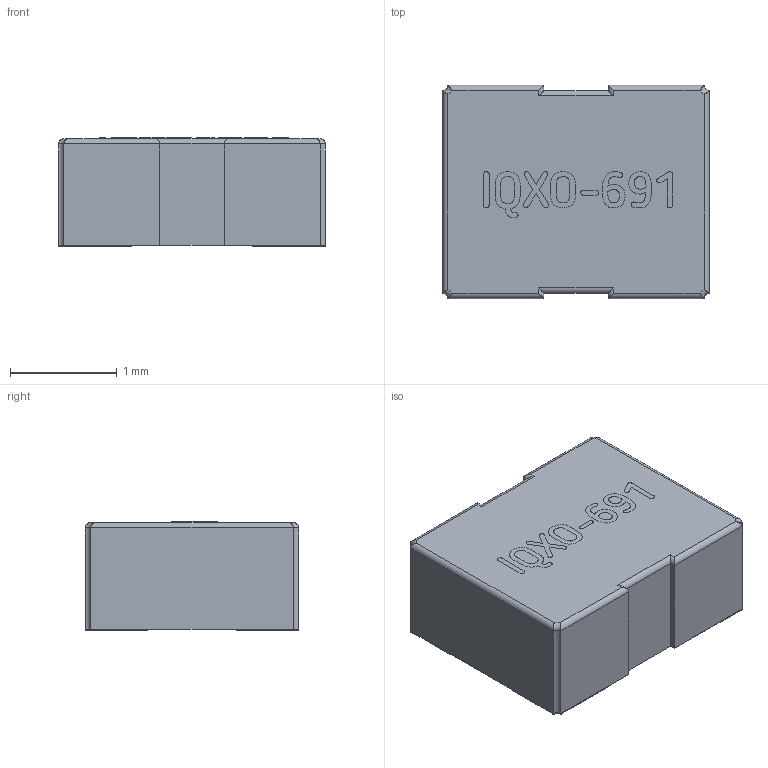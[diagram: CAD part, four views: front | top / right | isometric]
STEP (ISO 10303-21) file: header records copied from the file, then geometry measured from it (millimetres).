
FILE_DESCRIPTION(('FreeCAD Model'),'2;1');
FILE_NAME('IQXO-691.step', '2020-06-18T14:08:12',('Author'),(''), 'Open CASCADE STEP processor 7.0','FreeCAD','Unknown');
FILE_SCHEMA(('AUTOMOTIVE_DESIGN { 1 0 10303 214 1 1 1 1 }'));
Length unit declared in the file: millimetre
Products named in the file (6): ShapeString; Fillet; Extrude001; Extrude002_(Mirror_#1); Extrude003_(Mirror_#3); Extrude002_(Mirror_#1)001_(Mirror_#4)
Bounding box: 2.5 x 2 x 1.02 mm (x, y, z)
Volume: 4.9 mm3; surface area: 21.8 mm2
Topology: 5 solids, 13 shells, 90 faces, 418 edges, 346 vertices
Faces by surface type: plane 66, cylinder 20, torus 4
Entity records: 9653 total; most frequent: CARTESIAN_POINT 3261, DIRECTION 816, ORIENTED_EDGE 618, PCURVE 618, DEFINITIONAL_REPRESENTATION 618, LINE 566, VECTOR 566, B_SPLINE_CURVE_WITH_KNOTS 426
